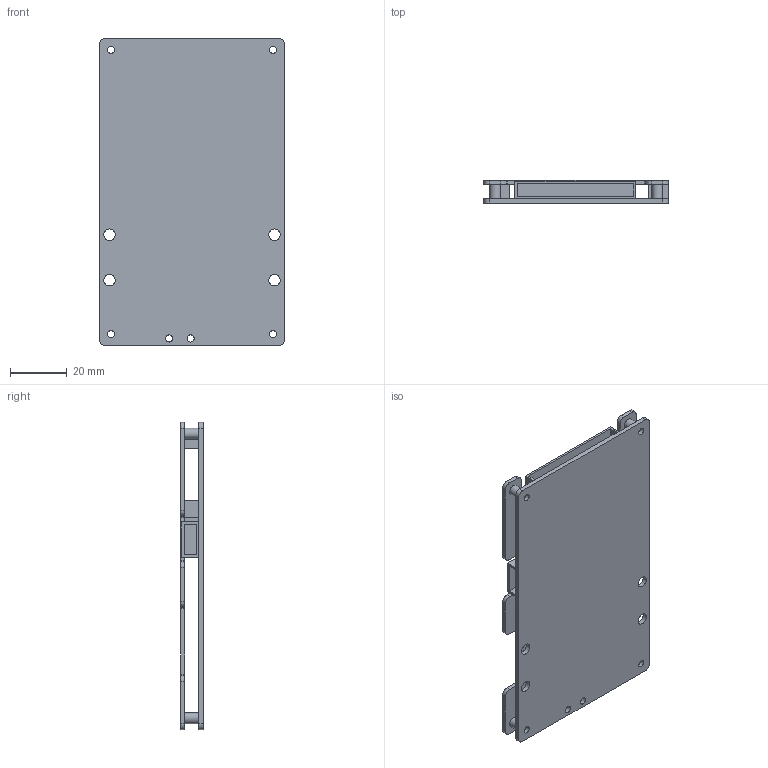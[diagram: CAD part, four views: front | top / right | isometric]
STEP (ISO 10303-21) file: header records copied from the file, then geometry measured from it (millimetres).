
FILE_DESCRIPTION(/* description */ (''),/* implementation_level */ '2;1');
FILE_NAME(/* name */ 'LLT 12s BMS 20A.step',/* time_stamp */ '2020-11-02T15:12:33-08:00',/* author */ (''),/* organization */ (''),/* preprocessor_version */ 'ST-DEVELOPER v18.1',/* originating_system */ 'Autodesk Translation Framework v9.3.0.1241',/* authorisation */ '');
FILE_SCHEMA (('AUTOMOTIVE_DESIGN { 1 0 10303 214 3 1 1 }'));
Length unit declared in the file: millimetre
Products named in the file (2): LLT 12s BMS 20A; BMS
Assembly tree (1 placements, depth 2):
  LLT 12s BMS 20A
    BMS
Bounding box: 65 x 8 x 108 mm (x, y, z)
Volume: 20517.2 mm3; surface area: 30219.7 mm2
Topology: 6 solids, 6 shells, 126 faces, 318 edges, 212 vertices
Faces by surface type: plane 80, cylinder 46
Full cylindrical faces by diameter (mm): 2.5 x10, 3.8 x4, 4 x4
Entity records: 3919 total; most frequent: DIRECTION 668, CARTESIAN_POINT 659, ORIENTED_EDGE 636, EDGE_CURVE 318, LINE 226, VECTOR 226, AXIS2_PLACEMENT_3D 221, VERTEX_POINT 212
